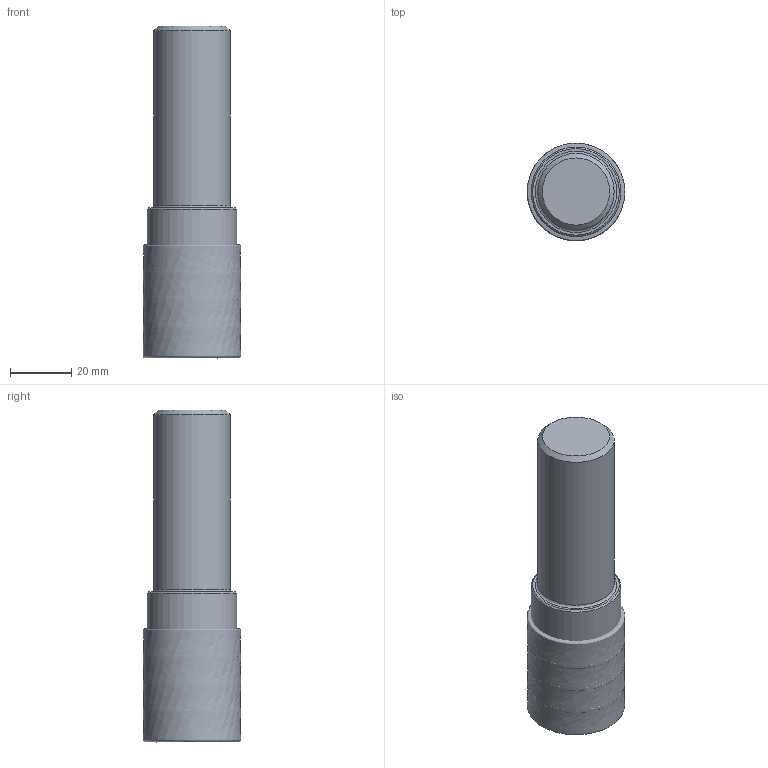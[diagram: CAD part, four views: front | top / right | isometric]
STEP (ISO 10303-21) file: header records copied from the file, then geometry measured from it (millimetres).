
FILE_DESCRIPTION(/* description */ (''),/* implementation_level */ '2;1');
FILE_NAME(/* name */ '1583477612515.stp',/* time_stamp */ '2020-03-06T12:23:48+06:00',/* author */ (''),/* organization */ ('SMS'),/* preprocessor_version */ 'ST-DEVELOPER v16.7',/* originating_system */ 'SIEMENS PLM Software NX 12.0',/* authorisation */ '');
FILE_SCHEMA (('AUTOMOTIVE_DESIGN { 1 0 10303 214 3 1 1 1 }'));
Length unit declared in the file: millimetre
Products named in the file (4): ASSEMBLY_CONSTRUCTION; 202220500mod000_00; 202895470mod000_00; 202895471mod000_00
Assembly tree (6 placements, depth 2):
  202895471mod000_00
    202895470mod000_00
    202220500mod000_00  x4
    ASSEMBLY_CONSTRUCTION
Bounding box: 31.93 x 31.93 x 108.71 mm (x, y, z)
Volume: 84890.5 mm3; surface area: 21243.9 mm2
Topology: 5 solids, 5 shells, 26 faces, 56 edges, 55 vertices
Faces by surface type: cone 12, plane 4, torus 4, bspline 4, cylinder 2
Full cylindrical faces by diameter (mm): 24.994 x1, 29.359 x1
Entity records: 22799 total; most frequent: CARTESIAN_POINT 22091, DIRECTION 128, AXIS2_PLACEMENT_3D 64, FACE_BOUND 44, EDGE_LOOP 42, ORIENTED_EDGE 42, STYLED_ITEM 35, PRESENTATION_STYLE_ASSIGNMENT 35
